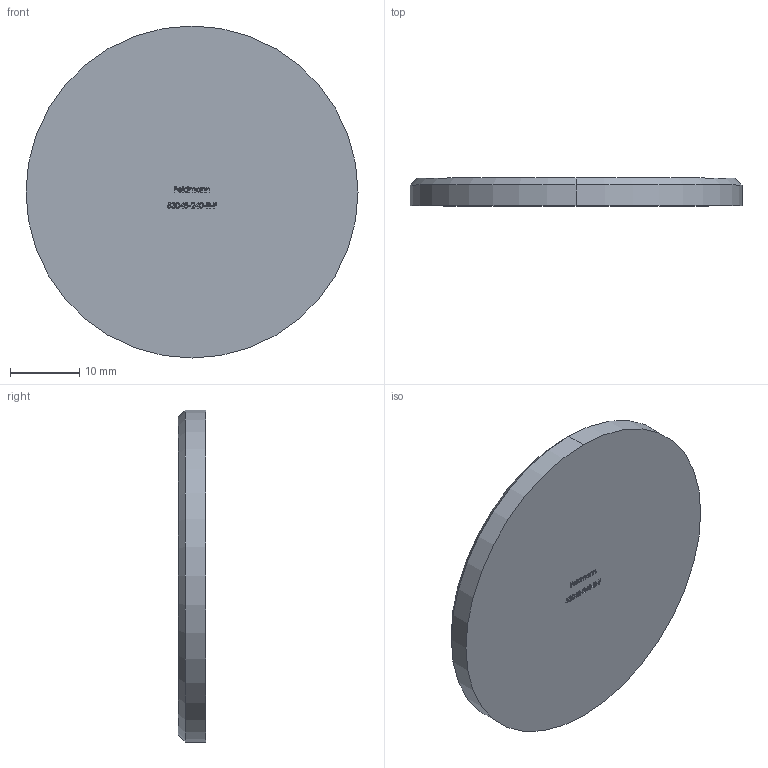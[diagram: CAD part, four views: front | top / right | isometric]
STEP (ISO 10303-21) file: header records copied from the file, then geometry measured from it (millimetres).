
FILE_DESCRIPTION (( 'STEP AP203' ), '1' );
FILE_NAME ('53048-240-R-F.STEP', '2020-10-22T06:36:46', ( '' ), ( '' ), 'SwSTEP 2.0', 'SolidWorks 2018', '' );
FILE_SCHEMA (( 'CONFIG_CONTROL_DESIGN' ));
Length unit declared in the file: millimetre
Products named in the file (2): 53048-240-R-F
Bounding box: 48 x 4 x 48 mm (x, y, z)
Volume: 7163.6 mm3; surface area: 4139.5 mm2
Topology: 1 solids, 1 shells, 281 faces, 742 edges, 494 vertices
Faces by surface type: plane 161, bspline 116, cone 2, cylinder 2
Entity records: 15165 total; most frequent: CARTESIAN_POINT 8835, ORIENTED_EDGE 1484, DIRECTION 850, EDGE_CURVE 742, VECTOR 504, LINE 504, VERTEX_POINT 494, EDGE_LOOP 312
